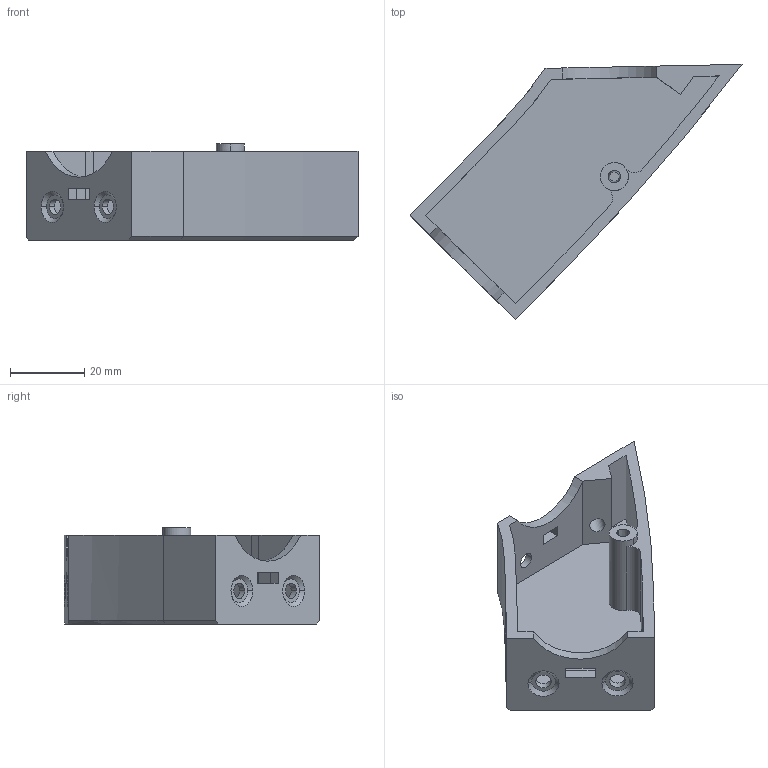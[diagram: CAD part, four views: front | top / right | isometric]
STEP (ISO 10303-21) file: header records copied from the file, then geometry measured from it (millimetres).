
FILE_DESCRIPTION (( 'STEP AP214' ), '1' );
FILE_NAME ('Wing Mirror Long Top.STEP', '2014-03-03T04:18:35', ( '' ), ( '' ), 'SwSTEP 2.0', 'SolidWorks 2011', '' );
FILE_SCHEMA (( 'AUTOMOTIVE_DESIGN' ));
Length unit declared in the file: millimetre
Products named in the file (1): Wing Mirror Long Top
Bounding box: 89.72 x 68.95 x 26 mm (x, y, z)
Volume: 23509.4 mm3; surface area: 16170.5 mm2
Topology: 1 solids, 1 shells, 66 faces, 174 edges, 115 vertices
Faces by surface type: plane 35, cylinder 17, cone 11, bspline 3
Entity records: 2175 total; most frequent: CARTESIAN_POINT 455, ORIENTED_EDGE 348, DIRECTION 347, EDGE_CURVE 174, AXIS2_PLACEMENT_3D 119, VERTEX_POINT 115, LINE 109, VECTOR 109
